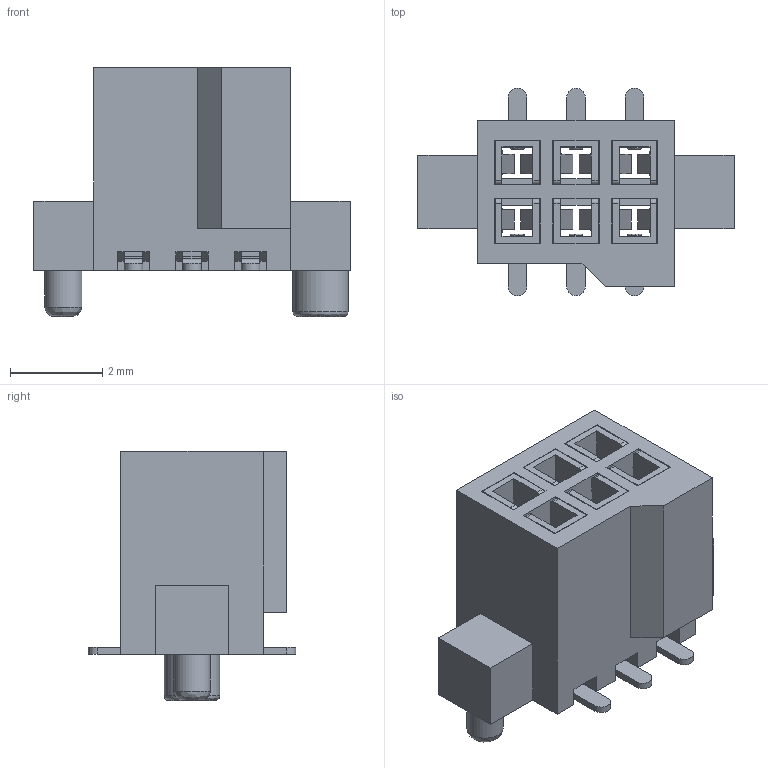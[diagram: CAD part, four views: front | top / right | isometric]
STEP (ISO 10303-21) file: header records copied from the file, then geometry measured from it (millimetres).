
FILE_DESCRIPTION (( 'STEP AP214' ), '1' );
FILE_NAME ('11165, SFH31-NP_B-D03-SP-_ _.STEP', '2011-12-30T11:09:02', ( 'User' ), ( '' ), 'SwSTEP 2.0', 'SolidWorks 2010', '' );
FILE_SCHEMA (( 'AUTOMOTIVE_DESIGN' ));
Length unit declared in the file: inch
Products named in the file (1): 11165, SFH31-NP_B-D03-SP-_ _
Bounding box: 6.86 x 4.5 x 5.4 mm (x, y, z)
Volume: 51.1 mm3; surface area: 332 mm2
Topology: 7 solids, 7 shells, 665 faces, 1792 edges, 1155 vertices
Faces by surface type: plane 445, cylinder 194, bspline 26
Full cylindrical faces by diameter (mm): 0.25 x6, 0.8 x1, 1.2 x1
Entity records: 20973 total; most frequent: CARTESIAN_POINT 4445, ORIENTED_EDGE 3560, DIRECTION 3229, EDGE_CURVE 1780, VECTOR 1365, LINE 1365, VERTEX_POINT 1153, AXIS2_PLACEMENT_3D 932
